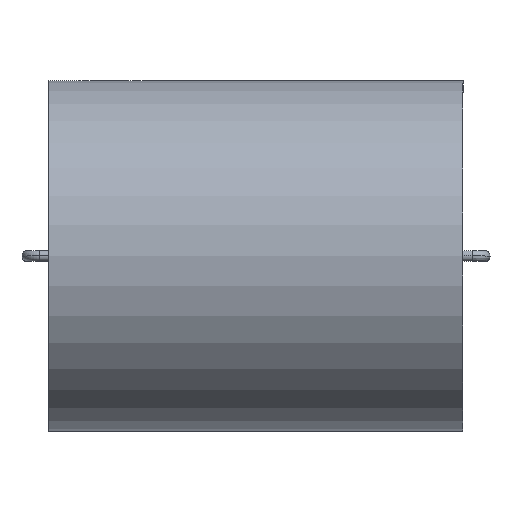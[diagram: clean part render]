
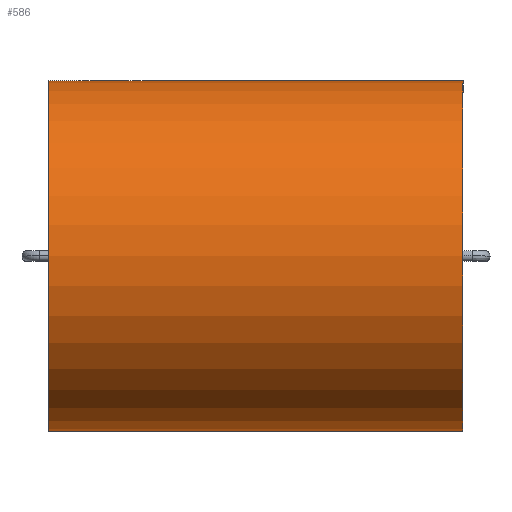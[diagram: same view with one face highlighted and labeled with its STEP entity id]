
A CAD part, top view. The second image highlights one B-rep face of the part: STEP entity #586.
In plain terms, the highlighted cylindrical face has radius 19.5 mm (diameter 39 mm), a partial arc.
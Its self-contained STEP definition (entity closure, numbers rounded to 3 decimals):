
#460=CARTESIAN_POINT('',(23.,19.5,19.5));
#461=VERTEX_POINT('',#460);
#462=CARTESIAN_POINT('',(-23.,19.5,19.5));
#463=VERTEX_POINT('',#462);
#464=CARTESIAN_POINT('',(23.,19.5,19.5));
#465=DIRECTION('',(-1.0,0.0,0.0));
#466=VECTOR('',#465,46.0);
#467=LINE('',#464,#466);
#468=EDGE_CURVE('',#461,#463,#467,.T.);
#470=CARTESIAN_POINT('',(23.,-19.5,19.5));
#471=VERTEX_POINT('',#470);
#479=CARTESIAN_POINT('',(-23.,-19.5,19.5));
#480=VERTEX_POINT('',#479);
#481=CARTESIAN_POINT('',(23.,-19.5,19.5));
#482=DIRECTION('',(-1.0,0.0,0.0));
#483=VECTOR('',#482,46.);
#484=LINE('',#481,#483);
#485=EDGE_CURVE('',#471,#480,#484,.T.);
#563=CARTESIAN_POINT('',(-23.0,0.,19.5));
#564=DIRECTION('',(1.0,0.,0.0));
#565=DIRECTION('',(0.0,1.0,0.0));
#566=AXIS2_PLACEMENT_3D('',#563,#564,#565);
#567=CYLINDRICAL_SURFACE('',#566,19.5);
#568=ORIENTED_EDGE('',*,*,#468,.T.);
#569=CARTESIAN_POINT('',(-23.0,0.,19.5));
#570=DIRECTION('',(1.0,0.0,0.0));
#571=DIRECTION('',(0.0,1.0,0.0));
#572=AXIS2_PLACEMENT_3D('',#569,#570,#571);
#573=CIRCLE('',#572,19.5);
#574=EDGE_CURVE('',#463,#480,#573,.T.);
#575=ORIENTED_EDGE('',*,*,#574,.T.);
#576=ORIENTED_EDGE('',*,*,#485,.F.);
#577=CARTESIAN_POINT('',(23.0,0.,19.5));
#578=DIRECTION('',(-1.0,0.0,0.0));
#579=DIRECTION('',(0.0,1.0,0.0));
#580=AXIS2_PLACEMENT_3D('',#577,#578,#579);
#581=CIRCLE('',#580,19.5);
#582=EDGE_CURVE('',#471,#461,#581,.T.);
#583=ORIENTED_EDGE('',*,*,#582,.T.);
#584=EDGE_LOOP('',(#568,#575,#576,#583));
#585=FACE_OUTER_BOUND('',#584,.T.);
#586=ADVANCED_FACE('',(#585),#567,.T.);
